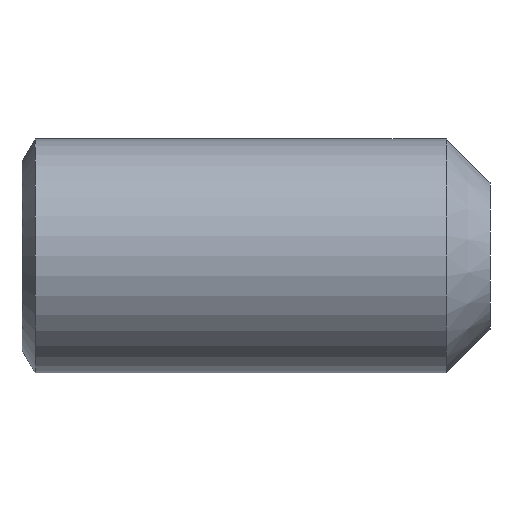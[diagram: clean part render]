
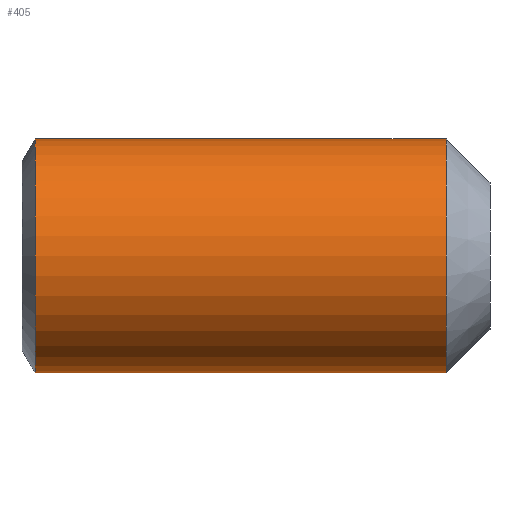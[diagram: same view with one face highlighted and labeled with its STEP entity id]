
A CAD part, front view. The second image highlights one B-rep face of the part: STEP entity #405.
In plain terms, the highlighted cylindrical face has radius 2 mm (diameter 4 mm), a partial arc.
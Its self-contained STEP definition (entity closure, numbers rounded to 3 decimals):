
#11 = EDGE_CURVE ( 'NONE', #332, #144, #391, .T. ) ;
#14 = CARTESIAN_POINT ( 'NONE',  ( 0.225, 0., 2. ) ) ;
#22 = DIRECTION ( 'NONE',  ( -1., 0., 0. ) ) ;
#40 = CYLINDRICAL_SURFACE ( 'NONE', #366, 2. ) ;
#47 = EDGE_CURVE ( 'NONE', #416, #392, #200, .T. ) ;
#50 = VECTOR ( 'NONE', #395, 1000. ) ;
#68 = CARTESIAN_POINT ( 'NONE',  ( 7.25, 0., -2. ) ) ;
#69 = LINE ( 'NONE', #255, #50 ) ;
#83 = LINE ( 'NONE', #379, #368 ) ;
#93 = DIRECTION ( 'NONE',  ( -1., 0., 0. ) ) ;
#115 = ORIENTED_EDGE ( 'NONE', *, *, #383, .T. ) ;
#123 = EDGE_CURVE ( 'NONE', #416, #332, #83, .T. ) ;
#142 = CARTESIAN_POINT ( 'NONE',  ( 7.25, 0., 2. ) ) ;
#144 = VERTEX_POINT ( 'NONE', #14 ) ;
#157 = CARTESIAN_POINT ( 'NONE',  ( 0.225, 0., -2. ) ) ;
#169 = FACE_OUTER_BOUND ( 'NONE', #371, .T. ) ;
#184 = ORIENTED_EDGE ( 'NONE', *, *, #47, .T. ) ;
#197 = ORIENTED_EDGE ( 'NONE', *, *, #11, .F. ) ;
#200 = CIRCLE ( 'NONE', #437, 2. ) ;
#208 = AXIS2_PLACEMENT_3D ( 'NONE', #415, #451, #338 ) ;
#222 = CARTESIAN_POINT ( 'NONE',  ( -12.7, 0., 0. ) ) ;
#243 = DIRECTION ( 'NONE',  ( 0., 0., 1. ) ) ;
#255 = CARTESIAN_POINT ( 'NONE',  ( -12.7, 0., 2. ) ) ;
#275 = CARTESIAN_POINT ( 'NONE',  ( 7.25, 0., 0. ) ) ;
#332 = VERTEX_POINT ( 'NONE', #157 ) ;
#338 = DIRECTION ( 'NONE',  ( 0., 0., 1. ) ) ;
#341 = DIRECTION ( 'NONE',  ( -1., 0., 0. ) ) ;
#366 = AXIS2_PLACEMENT_3D ( 'NONE', #222, #22, #428 ) ;
#368 = VECTOR ( 'NONE', #341, 1000. ) ;
#371 = EDGE_LOOP ( 'NONE', ( #374, #184, #115, #197 ) ) ;
#374 = ORIENTED_EDGE ( 'NONE', *, *, #123, .F. ) ;
#379 = CARTESIAN_POINT ( 'NONE',  ( -12.7, 0., -2. ) ) ;
#383 = EDGE_CURVE ( 'NONE', #392, #144, #69, .T. ) ;
#391 = CIRCLE ( 'NONE', #208, 2. ) ;
#392 = VERTEX_POINT ( 'NONE', #142 ) ;
#395 = DIRECTION ( 'NONE',  ( -1., 0., 0. ) ) ;
#405 = ADVANCED_FACE ( 'NONE', ( #169 ), #40, .T. ) ;
#415 = CARTESIAN_POINT ( 'NONE',  ( 0.225, 0., 0. ) ) ;
#416 = VERTEX_POINT ( 'NONE', #68 ) ;
#428 = DIRECTION ( 'NONE',  ( 0., 0., 1. ) ) ;
#437 = AXIS2_PLACEMENT_3D ( 'NONE', #275, #93, #243 ) ;
#451 = DIRECTION ( 'NONE',  ( -1., 0., 0. ) ) ;
